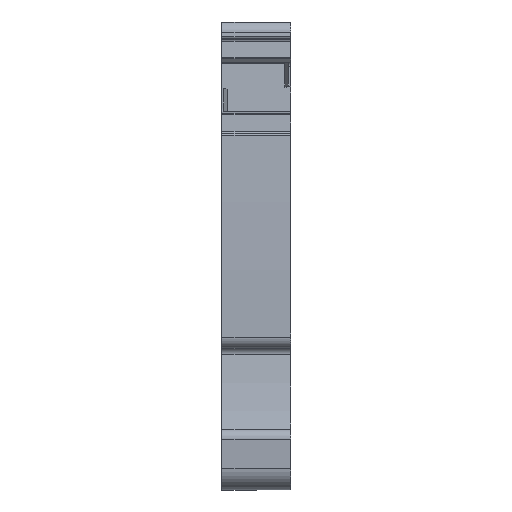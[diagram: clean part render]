
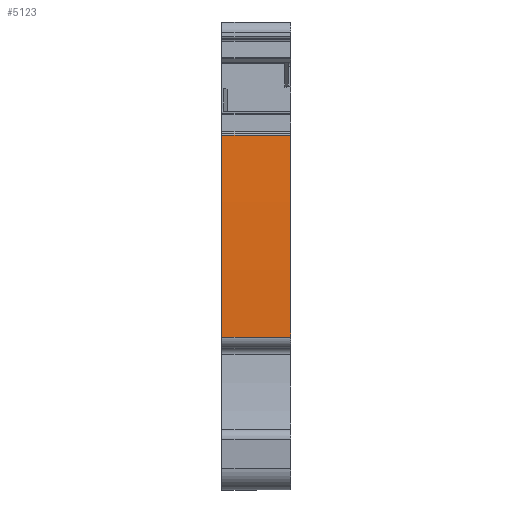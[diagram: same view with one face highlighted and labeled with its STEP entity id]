
A CAD part, front view. The second image highlights one B-rep face of the part: STEP entity #5123.
In plain terms, the highlighted cylindrical face has radius 248.5 mm (diameter 497 mm), a partial arc.
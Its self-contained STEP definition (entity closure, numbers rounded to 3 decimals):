
#4221=AXIS2_PLACEMENT_3D('Cylinder Axis2P3D',#4218,#4219,#4220) ;
#5109=AXIS2_PLACEMENT_3D('Circle Axis2P3D',#5107,#5108,$) ;
#5114=AXIS2_PLACEMENT_3D('Circle Axis2P3D',#5112,#5113,$) ;
#4218=CARTESIAN_POINT('Axis2P3D Location',(3.05,249.997,17.05)) ;
#5064=CARTESIAN_POINT('Line Origine',(3.05,1.897,31.153)) ;
#5068=CARTESIAN_POINT('Vertex',(0.05,1.897,31.153)) ;
#5070=CARTESIAN_POINT('Vertex',(6.1,1.897,31.153)) ;
#5098=CARTESIAN_POINT('Line Origine',(3.05,1.523,13.435)) ;
#5102=CARTESIAN_POINT('Vertex',(0.05,1.523,13.435)) ;
#5104=CARTESIAN_POINT('Vertex',(6.1,1.523,13.435)) ;
#5107=CARTESIAN_POINT('Axis2P3D Location',(6.1,249.997,17.05)) ;
#5112=CARTESIAN_POINT('Axis2P3D Location',(0.05,249.997,17.05)) ;
#4219=DIRECTION('Axis2P3D Direction',(1.,0.,0.)) ;
#4220=DIRECTION('Axis2P3D XDirection',(0.,-0.996,0.093)) ;
#5065=DIRECTION('Vector Direction',(1.,0.,0.)) ;
#5099=DIRECTION('Vector Direction',(1.,0.,0.)) ;
#5108=DIRECTION('Axis2P3D Direction',(1.,0.,0.)) ;
#5113=DIRECTION('Axis2P3D Direction',(1.,0.,0.)) ;
#5066=VECTOR('Line Direction',#5065,1.) ;
#5100=VECTOR('Line Direction',#5099,1.) ;
#5118=ORIENTED_EDGE('',*,*,#5106,.T.) ;
#5119=ORIENTED_EDGE('',*,*,#5111,.F.) ;
#5120=ORIENTED_EDGE('',*,*,#5072,.F.) ;
#5121=ORIENTED_EDGE('',*,*,#5116,.T.) ;
#5123=ADVANCED_FACE('MLD',(#5122),#4222,.T.) ;
#5110=CIRCLE('generated circle',#5109,248.5) ;
#5115=CIRCLE('generated circle',#5114,248.5) ;
#4222=CYLINDRICAL_SURFACE('generated cylinder',#4221,248.5) ;
#5072=EDGE_CURVE('',#5069,#5071,#5067,.T.) ;
#5106=EDGE_CURVE('',#5103,#5105,#5101,.T.) ;
#5111=EDGE_CURVE('',#5071,#5105,#5110,.T.) ;
#5116=EDGE_CURVE('',#5069,#5103,#5115,.T.) ;
#5117=EDGE_LOOP('',(#5118,#5119,#5120,#5121)) ;
#5122=FACE_OUTER_BOUND('',#5117,.T.) ;
#5067=LINE('Line',#5064,#5066) ;
#5101=LINE('Line',#5098,#5100) ;
#5069=VERTEX_POINT('',#5068) ;
#5071=VERTEX_POINT('',#5070) ;
#5103=VERTEX_POINT('',#5102) ;
#5105=VERTEX_POINT('',#5104) ;
